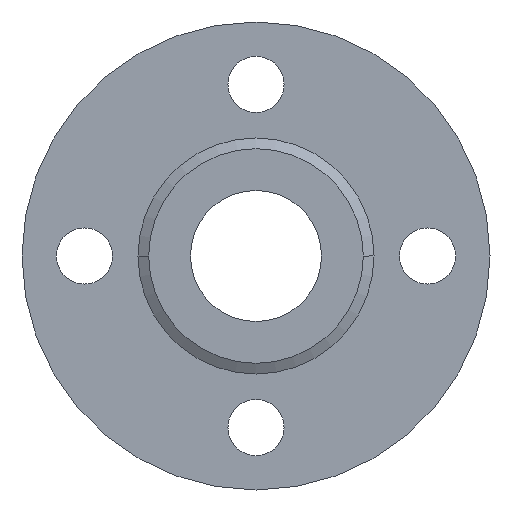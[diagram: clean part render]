
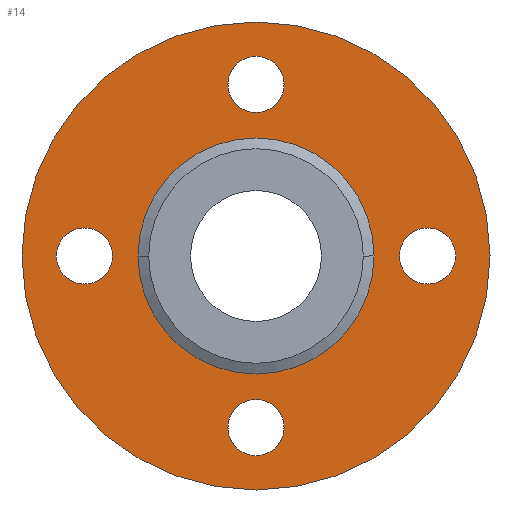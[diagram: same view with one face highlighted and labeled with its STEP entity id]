
A CAD part, front view. The second image highlights one B-rep face of the part: STEP entity #14.
In plain terms, the highlighted planar face has unit normal (0, -1, 0).
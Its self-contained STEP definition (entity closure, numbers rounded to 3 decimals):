
#14 = ADVANCED_FACE ( 'NONE', ( #667, #956, #773, #99, #863, #1144 ), #297, .T. ) ;
#24 = DIRECTION ( 'NONE',  ( -1., 0., 0. ) ) ;
#28 = ORIENTED_EDGE ( 'NONE', *, *, #957, .F. ) ;
#30 = CARTESIAN_POINT ( 'NONE',  ( 64., 2., 0. ) ) ;
#37 = DIRECTION ( 'NONE',  ( 0., -1., 0. ) ) ;
#41 = CARTESIAN_POINT ( 'NONE',  ( 0., 2., 0. ) ) ;
#89 = DIRECTION ( 'NONE',  ( 0., -1., 0. ) ) ;
#99 = FACE_BOUND ( 'NONE', #1071, .T. ) ;
#106 = CARTESIAN_POINT ( 'NONE',  ( 0., 2., 55. ) ) ;
#107 = ORIENTED_EDGE ( 'NONE', *, *, #540, .T. ) ;
#127 = EDGE_CURVE ( 'NONE', #923, #790, #306, .T. ) ;
#130 = ORIENTED_EDGE ( 'NONE', *, *, #426, .F. ) ;
#142 = AXIS2_PLACEMENT_3D ( 'NONE', #884, #889, #898 ) ;
#156 = CARTESIAN_POINT ( 'NONE',  ( 0., 2., -46. ) ) ;
#168 = ORIENTED_EDGE ( 'NONE', *, *, #444, .T. ) ;
#182 = VERTEX_POINT ( 'NONE', #777 ) ;
#208 = CARTESIAN_POINT ( 'NONE',  ( 0., 2., -55. ) ) ;
#227 = EDGE_LOOP ( 'NONE', ( #168, #107 ) ) ;
#241 = AXIS2_PLACEMENT_3D ( 'NONE', #1140, #263, #468 ) ;
#244 = CARTESIAN_POINT ( 'NONE',  ( 37.825, 2., 0. ) ) ;
#257 = AXIS2_PLACEMENT_3D ( 'NONE', #334, #37, #1095 ) ;
#259 = CIRCLE ( 'NONE', #257, 9. ) ;
#263 = DIRECTION ( 'NONE',  ( 0., -1., 0. ) ) ;
#282 = ORIENTED_EDGE ( 'NONE', *, *, #127, .F. ) ;
#283 = ORIENTED_EDGE ( 'NONE', *, *, #788, .F. ) ;
#294 = EDGE_CURVE ( 'NONE', #1045, #182, #1038, .T. ) ;
#296 = CARTESIAN_POINT ( 'NONE',  ( 0., 2., -64. ) ) ;
#297 = PLANE ( 'NONE',  #142 ) ;
#303 = CARTESIAN_POINT ( 'NONE',  ( 46., 2., 0. ) ) ;
#306 = CIRCLE ( 'NONE', #660, 9. ) ;
#316 = DIRECTION ( 'NONE',  ( 0., 0., 1. ) ) ;
#334 = CARTESIAN_POINT ( 'NONE',  ( 0., 2., -55. ) ) ;
#352 = AXIS2_PLACEMENT_3D ( 'NONE', #1075, #701, #316 ) ;
#358 = DIRECTION ( 'NONE',  ( 0., 0., -1. ) ) ;
#389 = VERTEX_POINT ( 'NONE', #244 ) ;
#400 = ORIENTED_EDGE ( 'NONE', *, *, #1022, .F. ) ;
#406 = EDGE_LOOP ( 'NONE', ( #1218, #282 ) ) ;
#412 = CARTESIAN_POINT ( 'NONE',  ( 0., 2., 64. ) ) ;
#417 = CIRCLE ( 'NONE', #918, 9. ) ;
#418 = CIRCLE ( 'NONE', #838, 75. ) ;
#426 = EDGE_CURVE ( 'NONE', #830, #1065, #937, .T. ) ;
#444 = EDGE_CURVE ( 'NONE', #1196, #389, #617, .T. ) ;
#455 = DIRECTION ( 'NONE',  ( -1., 0., 0. ) ) ;
#467 = ORIENTED_EDGE ( 'NONE', *, *, #782, .F. ) ;
#468 = DIRECTION ( 'NONE',  ( 0., 0., -1. ) ) ;
#478 = CARTESIAN_POINT ( 'NONE',  ( -46., 2., 0. ) ) ;
#482 = EDGE_CURVE ( 'NONE', #1065, #830, #776, .T. ) ;
#503 = AXIS2_PLACEMENT_3D ( 'NONE', #729, #622, #1002 ) ;
#504 = AXIS2_PLACEMENT_3D ( 'NONE', #711, #1204, #358 ) ;
#534 = AXIS2_PLACEMENT_3D ( 'NONE', #208, #970, #862 ) ;
#540 = EDGE_CURVE ( 'NONE', #389, #1196, #717, .T. ) ;
#569 = DIRECTION ( 'NONE',  ( -1., 0., 0. ) ) ;
#595 = DIRECTION ( 'NONE',  ( 0., 0., 1. ) ) ;
#617 = CIRCLE ( 'NONE', #1186, 37.825 ) ;
#622 = DIRECTION ( 'NONE',  ( 0., 1., 0. ) ) ;
#660 = AXIS2_PLACEMENT_3D ( 'NONE', #1083, #791, #595 ) ;
#664 = DIRECTION ( 'NONE',  ( 0., 1., 0. ) ) ;
#667 = FACE_BOUND ( 'NONE', #1175, .T. ) ;
#701 = DIRECTION ( 'NONE',  ( 0., -1., 0. ) ) ;
#711 = CARTESIAN_POINT ( 'NONE',  ( -55., 2., 0. ) ) ;
#717 = CIRCLE ( 'NONE', #816, 37.825 ) ;
#728 = CIRCLE ( 'NONE', #352, 9. ) ;
#729 = CARTESIAN_POINT ( 'NONE',  ( 0., 2., 0. ) ) ;
#734 = CIRCLE ( 'NONE', #534, 9. ) ;
#773 = FACE_BOUND ( 'NONE', #406, .T. ) ;
#776 = CIRCLE ( 'NONE', #241, 9. ) ;
#777 = CARTESIAN_POINT ( 'NONE',  ( -75., 2., 0. ) ) ;
#781 = EDGE_LOOP ( 'NONE', ( #467, #28 ) ) ;
#782 = EDGE_CURVE ( 'NONE', #990, #935, #1188, .T. ) ;
#787 = CARTESIAN_POINT ( 'NONE',  ( -64., 2., 0. ) ) ;
#788 = EDGE_CURVE ( 'NONE', #818, #1119, #734, .T. ) ;
#790 = VERTEX_POINT ( 'NONE', #30 ) ;
#791 = DIRECTION ( 'NONE',  ( 0., -1., 0. ) ) ;
#816 = AXIS2_PLACEMENT_3D ( 'NONE', #958, #664, #569 ) ;
#818 = VERTEX_POINT ( 'NONE', #296 ) ;
#830 = VERTEX_POINT ( 'NONE', #478 ) ;
#838 = AXIS2_PLACEMENT_3D ( 'NONE', #41, #1173, #1182 ) ;
#844 = ORIENTED_EDGE ( 'NONE', *, *, #294, .F. ) ;
#846 = CARTESIAN_POINT ( 'NONE',  ( 0., 2., 0. ) ) ;
#850 = ORIENTED_EDGE ( 'NONE', *, *, #482, .F. ) ;
#862 = DIRECTION ( 'NONE',  ( 1., 0., 0. ) ) ;
#863 = FACE_BOUND ( 'NONE', #227, .T. ) ;
#874 = DIRECTION ( 'NONE',  ( -1., 0., 0. ) ) ;
#884 = CARTESIAN_POINT ( 'NONE',  ( -37.825, 2., 0. ) ) ;
#888 = CARTESIAN_POINT ( 'NONE',  ( 75., 2., 0. ) ) ;
#889 = DIRECTION ( 'NONE',  ( 0., -1., 0. ) ) ;
#898 = DIRECTION ( 'NONE',  ( 1., 0., 0. ) ) ;
#909 = CARTESIAN_POINT ( 'NONE',  ( -37.825, 2., 0. ) ) ;
#918 = AXIS2_PLACEMENT_3D ( 'NONE', #106, #950, #24 ) ;
#923 = VERTEX_POINT ( 'NONE', #303 ) ;
#935 = VERTEX_POINT ( 'NONE', #1055 ) ;
#937 = CIRCLE ( 'NONE', #504, 9. ) ;
#947 = DIRECTION ( 'NONE',  ( 0., 1., 0. ) ) ;
#950 = DIRECTION ( 'NONE',  ( 0., -1., 0. ) ) ;
#956 = FACE_BOUND ( 'NONE', #781, .T. ) ;
#957 = EDGE_CURVE ( 'NONE', #935, #990, #417, .T. ) ;
#958 = CARTESIAN_POINT ( 'NONE',  ( 0., 2., 0. ) ) ;
#970 = DIRECTION ( 'NONE',  ( 0., -1., 0. ) ) ;
#990 = VERTEX_POINT ( 'NONE', #412 ) ;
#994 = EDGE_CURVE ( 'NONE', #1119, #818, #259, .T. ) ;
#1002 = DIRECTION ( 'NONE',  ( -1., 0., 0. ) ) ;
#1021 = ORIENTED_EDGE ( 'NONE', *, *, #994, .F. ) ;
#1022 = EDGE_CURVE ( 'NONE', #182, #1045, #418, .T. ) ;
#1038 = CIRCLE ( 'NONE', #503, 75. ) ;
#1045 = VERTEX_POINT ( 'NONE', #888 ) ;
#1055 = CARTESIAN_POINT ( 'NONE',  ( 0., 2., 46. ) ) ;
#1065 = VERTEX_POINT ( 'NONE', #787 ) ;
#1071 = EDGE_LOOP ( 'NONE', ( #283, #1021 ) ) ;
#1075 = CARTESIAN_POINT ( 'NONE',  ( 55., 2., 0. ) ) ;
#1078 = EDGE_CURVE ( 'NONE', #790, #923, #728, .T. ) ;
#1083 = CARTESIAN_POINT ( 'NONE',  ( 55., 2., 0. ) ) ;
#1095 = DIRECTION ( 'NONE',  ( 1., 0., 0. ) ) ;
#1119 = VERTEX_POINT ( 'NONE', #156 ) ;
#1140 = CARTESIAN_POINT ( 'NONE',  ( -55., 2., 0. ) ) ;
#1144 = FACE_OUTER_BOUND ( 'NONE', #1202, .T. ) ;
#1154 = AXIS2_PLACEMENT_3D ( 'NONE', #1158, #89, #874 ) ;
#1158 = CARTESIAN_POINT ( 'NONE',  ( 0., 2., 55. ) ) ;
#1173 = DIRECTION ( 'NONE',  ( 0., 1., 0. ) ) ;
#1175 = EDGE_LOOP ( 'NONE', ( #850, #130 ) ) ;
#1182 = DIRECTION ( 'NONE',  ( -1., 0., 0. ) ) ;
#1186 = AXIS2_PLACEMENT_3D ( 'NONE', #846, #947, #455 ) ;
#1188 = CIRCLE ( 'NONE', #1154, 9. ) ;
#1196 = VERTEX_POINT ( 'NONE', #909 ) ;
#1202 = EDGE_LOOP ( 'NONE', ( #400, #844 ) ) ;
#1204 = DIRECTION ( 'NONE',  ( 0., -1., 0. ) ) ;
#1218 = ORIENTED_EDGE ( 'NONE', *, *, #1078, .F. ) ;
